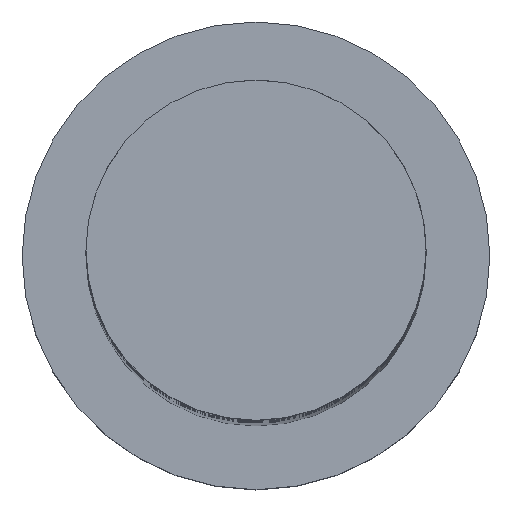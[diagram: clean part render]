
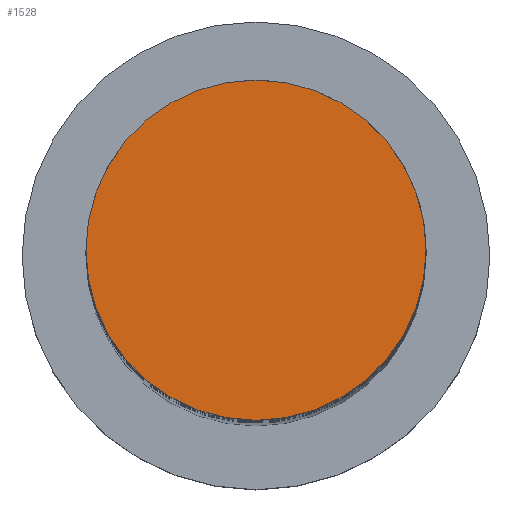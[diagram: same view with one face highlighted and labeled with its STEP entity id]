
A CAD part, top view. The second image highlights one B-rep face of the part: STEP entity #1528.
In plain terms, the highlighted planar face has unit normal (0, 0, 1).
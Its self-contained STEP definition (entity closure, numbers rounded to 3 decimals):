
#10 = ORIENTED_EDGE ( 'NONE', *, *, #616, .T. ) ;
#62 = DIRECTION ( 'NONE',  ( 1., 0., 0. ) ) ;
#183 = CARTESIAN_POINT ( 'NONE',  ( -8., 0., 160. ) ) ;
#299 = FACE_OUTER_BOUND ( 'NONE', #801, .T. ) ;
#369 = ORIENTED_EDGE ( 'NONE', *, *, #1310, .T. ) ;
#396 = DIRECTION ( 'NONE',  ( 0., 0., 1. ) ) ;
#429 = CARTESIAN_POINT ( 'NONE',  ( 0., 0., 160. ) ) ;
#494 = DIRECTION ( 'NONE',  ( 0., 0., 1. ) ) ;
#583 = DIRECTION ( 'NONE',  ( 0., 0., 1. ) ) ;
#616 = EDGE_CURVE ( 'NONE', #1231, #1659, #888, .T. ) ;
#677 = PLANE ( 'NONE',  #1608 ) ;
#749 = CARTESIAN_POINT ( 'NONE',  ( 0., 0., 160. ) ) ;
#784 = CIRCLE ( 'NONE', #1322, 8. ) ;
#801 = EDGE_LOOP ( 'NONE', ( #369, #10 ) ) ;
#812 = AXIS2_PLACEMENT_3D ( 'NONE', #749, #494, #889 ) ;
#888 = CIRCLE ( 'NONE', #812, 8. ) ;
#889 = DIRECTION ( 'NONE',  ( 1., 0., 0. ) ) ;
#909 = DIRECTION ( 'NONE',  ( 1., 0., 0. ) ) ;
#1231 = VERTEX_POINT ( 'NONE', #1540 ) ;
#1310 = EDGE_CURVE ( 'NONE', #1659, #1231, #784, .T. ) ;
#1312 = CARTESIAN_POINT ( 'NONE',  ( 0., 0., 160. ) ) ;
#1322 = AXIS2_PLACEMENT_3D ( 'NONE', #1312, #396, #909 ) ;
#1528 = ADVANCED_FACE ( 'NONE', ( #299 ), #677, .T. ) ;
#1540 = CARTESIAN_POINT ( 'NONE',  ( 8., 0., 160. ) ) ;
#1608 = AXIS2_PLACEMENT_3D ( 'NONE', #429, #583, #62 ) ;
#1659 = VERTEX_POINT ( 'NONE', #183 ) ;
